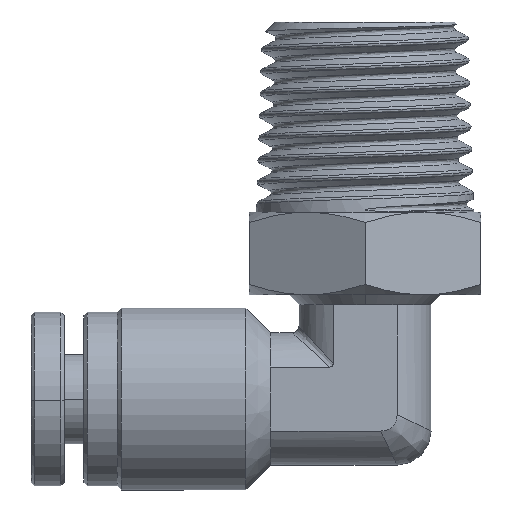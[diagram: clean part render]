
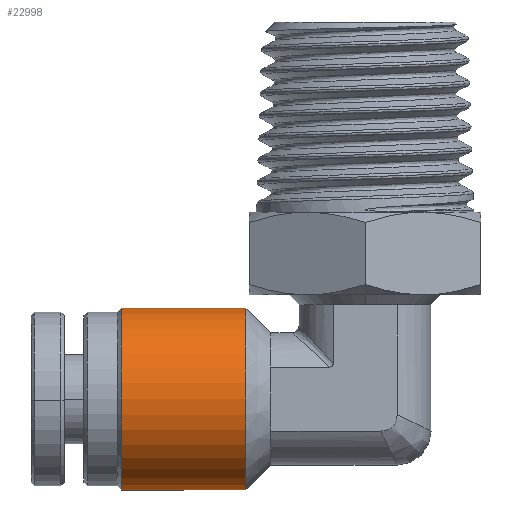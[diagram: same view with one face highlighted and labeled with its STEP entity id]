
A CAD part, left-side view. The second image highlights one B-rep face of the part: STEP entity #22998.
In plain terms, the highlighted cylindrical face has radius 5.5 mm (diameter 11 mm), a partial arc.
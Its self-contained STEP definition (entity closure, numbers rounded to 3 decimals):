
#275 = CYLINDRICAL_SURFACE ( 'NONE', #18135, 5.5 ) ;
#2658 = CARTESIAN_POINT ( 'NONE',  ( 0., -0.02, 0. ) ) ;
#3245 = DIRECTION ( 'NONE',  ( 0., -1., 0. ) ) ;
#3282 = CIRCLE ( 'NONE', #25202, 5.5 ) ;
#3612 = VECTOR ( 'NONE', #9830, 1000. ) ;
#3852 = ORIENTED_EDGE ( 'NONE', *, *, #25580, .T. ) ;
#4231 = CARTESIAN_POINT ( 'NONE',  ( 0., 7.53, -5.5 ) ) ;
#4665 = DIRECTION ( 'NONE',  ( 0., 0., 1. ) ) ;
#5010 = ORIENTED_EDGE ( 'NONE', *, *, #12175, .T. ) ;
#5073 = EDGE_LOOP ( 'NONE', ( #12078, #3852, #5010, #10205 ) ) ;
#7392 = CIRCLE ( 'NONE', #26075, 5.5 ) ;
#7479 = LINE ( 'NONE', #15393, #12238 ) ;
#7670 = VERTEX_POINT ( 'NONE', #19586 ) ;
#7794 = CARTESIAN_POINT ( 'NONE',  ( 0., 9.78, -5.5 ) ) ;
#7959 = VERTEX_POINT ( 'NONE', #4231 ) ;
#8920 = DIRECTION ( 'NONE',  ( 0., 0., -1. ) ) ;
#9830 = DIRECTION ( 'NONE',  ( 0., -1., 0. ) ) ;
#10205 = ORIENTED_EDGE ( 'NONE', *, *, #25425, .T. ) ;
#10877 = DIRECTION ( 'NONE',  ( 0., -1., 0. ) ) ;
#11288 = CARTESIAN_POINT ( 'NONE',  ( 0., 7.53, 0. ) ) ;
#11965 = EDGE_CURVE ( 'NONE', #22830, #24417, #7479, .T. ) ;
#12078 = ORIENTED_EDGE ( 'NONE', *, *, #11965, .F. ) ;
#12175 = EDGE_CURVE ( 'NONE', #7959, #7670, #24643, .T. ) ;
#12238 = VECTOR ( 'NONE', #3245, 1000. ) ;
#12406 = CARTESIAN_POINT ( 'NONE',  ( 0., 7.53, 5.5 ) ) ;
#12980 = FACE_OUTER_BOUND ( 'NONE', #5073, .T. ) ;
#13340 = DIRECTION ( 'NONE',  ( 0., 0., 1. ) ) ;
#14832 = CARTESIAN_POINT ( 'NONE',  ( 0., -0.02, 5.5 ) ) ;
#15393 = CARTESIAN_POINT ( 'NONE',  ( 0., 9.78, 5.5 ) ) ;
#16847 = DIRECTION ( 'NONE',  ( 0., 1., 0. ) ) ;
#18135 = AXIS2_PLACEMENT_3D ( 'NONE', #19056, #10877, #8920 ) ;
#19056 = CARTESIAN_POINT ( 'NONE',  ( 0., 9.78, 0. ) ) ;
#19586 = CARTESIAN_POINT ( 'NONE',  ( 0., -0.02, -5.5 ) ) ;
#22830 = VERTEX_POINT ( 'NONE', #12406 ) ;
#22998 = ADVANCED_FACE ( 'NONE', ( #12980 ), #275, .T. ) ;
#24417 = VERTEX_POINT ( 'NONE', #14832 ) ;
#24643 = LINE ( 'NONE', #7794, #3612 ) ;
#25202 = AXIS2_PLACEMENT_3D ( 'NONE', #2658, #16847, #4665 ) ;
#25425 = EDGE_CURVE ( 'NONE', #7670, #24417, #3282, .T. ) ;
#25580 = EDGE_CURVE ( 'NONE', #22830, #7959, #7392, .T. ) ;
#25610 = DIRECTION ( 'NONE',  ( 0., -1., 0. ) ) ;
#26075 = AXIS2_PLACEMENT_3D ( 'NONE', #11288, #25610, #13340 ) ;
